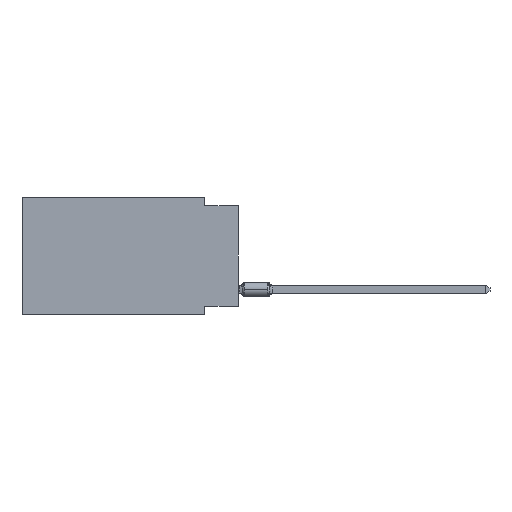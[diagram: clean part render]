
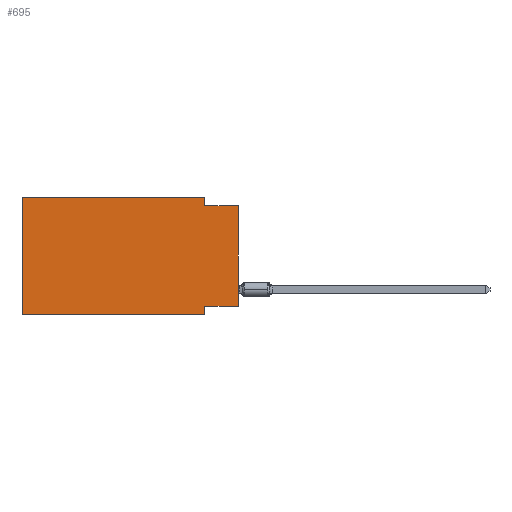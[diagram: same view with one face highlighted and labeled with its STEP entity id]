
A CAD part, left-side view. The second image highlights one B-rep face of the part: STEP entity #695.
In plain terms, the highlighted planar face has unit normal (-1, 0, 0).
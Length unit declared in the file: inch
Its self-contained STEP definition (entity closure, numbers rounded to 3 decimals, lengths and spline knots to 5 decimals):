
#103 = AXIS2_PLACEMENT_3D ( 'NONE', #3281, #2207, #8968 ) ;
#247 = CARTESIAN_POINT ( 'NONE',  ( 0., 0.645, -0.35 ) ) ;
#333 = CARTESIAN_POINT ( 'NONE',  ( 0., 0., -0.025 ) ) ;
#391 = VERTEX_POINT ( 'NONE', #247 ) ;
#432 = CARTESIAN_POINT ( 'NONE',  ( 0., 0.1, -0.35 ) ) ;
#450 = VECTOR ( 'NONE', #3582, 39.37008 ) ;
#695 = ADVANCED_FACE ( 'NONE', ( #8815 ), #3355, .F. ) ;
#1191 = DIRECTION ( 'NONE',  ( 0., -1., 0. ) ) ;
#1345 = VECTOR ( 'NONE', #2830, 39.37008 ) ;
#1497 = EDGE_CURVE ( 'NONE', #391, #2070, #14261, .T. ) ;
#1536 = VECTOR ( 'NONE', #1191, 39.37008 ) ;
#1775 = VERTEX_POINT ( 'NONE', #7536 ) ;
#1926 = ORIENTED_EDGE ( 'NONE', *, *, #7818, .F. ) ;
#1956 = ORIENTED_EDGE ( 'NONE', *, *, #1497, .T. ) ;
#2070 = VERTEX_POINT ( 'NONE', #9351 ) ;
#2134 = EDGE_CURVE ( 'NONE', #9218, #1775, #5785, .T. ) ;
#2207 = DIRECTION ( 'NONE',  ( 1., 0., 0. ) ) ;
#2522 = LINE ( 'NONE', #10721, #9993 ) ;
#2830 = DIRECTION ( 'NONE',  ( 0., -1., 0. ) ) ;
#3094 = CARTESIAN_POINT ( 'NONE',  ( 0., 0.645, 0. ) ) ;
#3281 = CARTESIAN_POINT ( 'NONE',  ( 0., 0.645, 0. ) ) ;
#3355 = PLANE ( 'NONE',  #103 ) ;
#3582 = DIRECTION ( 'NONE',  ( 0., 0., 1. ) ) ;
#3606 = ORIENTED_EDGE ( 'NONE', *, *, #11096, .F. ) ;
#4447 = CARTESIAN_POINT ( 'NONE',  ( 0., 0., -0.325 ) ) ;
#5061 = CARTESIAN_POINT ( 'NONE',  ( 0., 0.645, -0.35 ) ) ;
#5488 = EDGE_CURVE ( 'NONE', #9218, #13476, #2522, .T. ) ;
#5785 = LINE ( 'NONE', #13987, #450 ) ;
#5955 = LINE ( 'NONE', #333, #1345 ) ;
#5982 = ORIENTED_EDGE ( 'NONE', *, *, #9206, .F. ) ;
#6138 = CARTESIAN_POINT ( 'NONE',  ( 0., 0.645, 0. ) ) ;
#7165 = DIRECTION ( 'NONE',  ( 0., 1., 0. ) ) ;
#7362 = VERTEX_POINT ( 'NONE', #9469 ) ;
#7536 = CARTESIAN_POINT ( 'NONE',  ( 0., 0., -0.025 ) ) ;
#7733 = DIRECTION ( 'NONE',  ( 0., 0., 1. ) ) ;
#7818 = EDGE_CURVE ( 'NONE', #13476, #2070, #10844, .T. ) ;
#8556 = VECTOR ( 'NONE', #10025, 39.37008 ) ;
#8733 = EDGE_CURVE ( 'NONE', #7362, #10861, #14575, .T. ) ;
#8815 = FACE_OUTER_BOUND ( 'NONE', #14340, .T. ) ;
#8968 = DIRECTION ( 'NONE',  ( 0., 0., -1. ) ) ;
#9206 = EDGE_CURVE ( 'NONE', #10183, #7362, #14938, .T. ) ;
#9218 = VERTEX_POINT ( 'NONE', #4447 ) ;
#9351 = CARTESIAN_POINT ( 'NONE',  ( 0., 0.1, -0.35 ) ) ;
#9469 = CARTESIAN_POINT ( 'NONE',  ( 0., 0.1, 0. ) ) ;
#9698 = DIRECTION ( 'NONE',  ( 0., -1., 0. ) ) ;
#9895 = VECTOR ( 'NONE', #9698, 39.37008 ) ;
#9993 = VECTOR ( 'NONE', #7165, 39.37008 ) ;
#10025 = DIRECTION ( 'NONE',  ( 0., 0., -1. ) ) ;
#10183 = VERTEX_POINT ( 'NONE', #6138 ) ;
#10226 = ORIENTED_EDGE ( 'NONE', *, *, #2134, .T. ) ;
#10715 = ORIENTED_EDGE ( 'NONE', *, *, #11617, .F. ) ;
#10721 = CARTESIAN_POINT ( 'NONE',  ( 0., 0., -0.325 ) ) ;
#10815 = VECTOR ( 'NONE', #7733, 39.37008 ) ;
#10844 = LINE ( 'NONE', #432, #13149 ) ;
#10861 = VERTEX_POINT ( 'NONE', #11273 ) ;
#11096 = EDGE_CURVE ( 'NONE', #10861, #1775, #5955, .T. ) ;
#11273 = CARTESIAN_POINT ( 'NONE',  ( 0., 0.1, -0.025 ) ) ;
#11607 = ORIENTED_EDGE ( 'NONE', *, *, #5488, .F. ) ;
#11617 = EDGE_CURVE ( 'NONE', #391, #10183, #13496, .T. ) ;
#11902 = DIRECTION ( 'NONE',  ( 0., 0., -1. ) ) ;
#12882 = CARTESIAN_POINT ( 'NONE',  ( 0., 0.645, 0. ) ) ;
#13149 = VECTOR ( 'NONE', #11902, 39.37008 ) ;
#13476 = VERTEX_POINT ( 'NONE', #14073 ) ;
#13496 = LINE ( 'NONE', #3094, #10815 ) ;
#13517 = CARTESIAN_POINT ( 'NONE',  ( 0., 0.1, 0. ) ) ;
#13987 = CARTESIAN_POINT ( 'NONE',  ( 0., 0., 0. ) ) ;
#14073 = CARTESIAN_POINT ( 'NONE',  ( 0., 0.1, -0.325 ) ) ;
#14261 = LINE ( 'NONE', #5061, #9895 ) ;
#14340 = EDGE_LOOP ( 'NONE', ( #10226, #3606, #14730, #5982, #10715, #1956, #1926, #11607 ) ) ;
#14575 = LINE ( 'NONE', #13517, #8556 ) ;
#14730 = ORIENTED_EDGE ( 'NONE', *, *, #8733, .F. ) ;
#14938 = LINE ( 'NONE', #12882, #1536 ) ;
